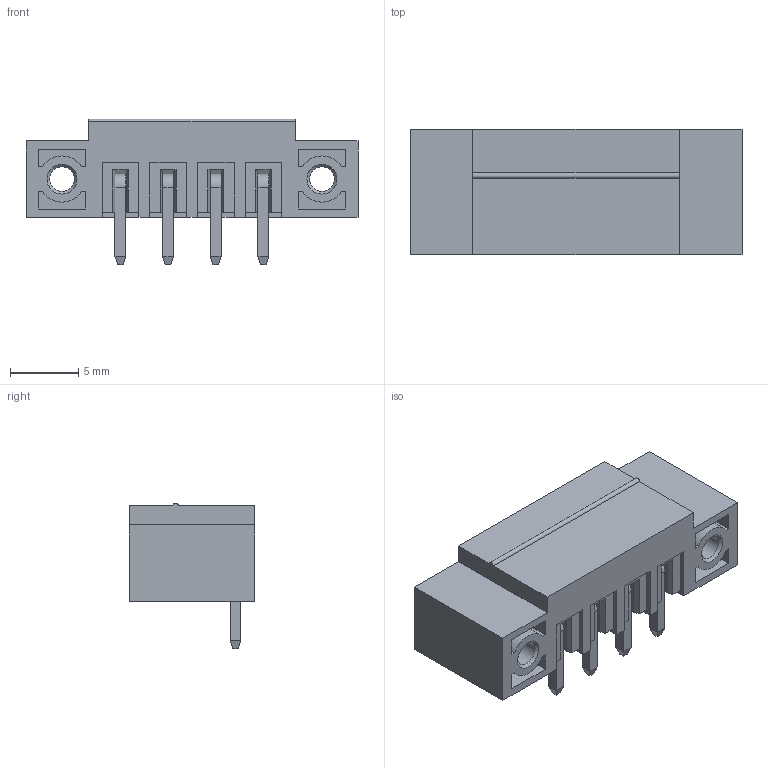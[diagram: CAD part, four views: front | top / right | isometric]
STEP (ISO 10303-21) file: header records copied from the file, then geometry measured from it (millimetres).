
FILE_DESCRIPTION(/* description */ (''),/* implementation_level */ '2;1');
FILE_NAME(/* name */ '822-03-PNC-3.5-04-2-1.stp',/* time_stamp */ '2026-03-12T13:51:49+01:00',/* author */ ('Andreas.Larin'),/* organization */ (''),/* preprocessor_version */ 'ST-DEVELOPER v20',/* originating_system */ 'Autodesk Inventor 2025',/* authorisation */ '');
FILE_SCHEMA (('AUTOMOTIVE_DESIGN { 1 0 10303 214 3 1 1 }'));
Length unit declared in the file: millimetre
Products named in the file (1): 822-03-PNC-3.5-04-2-1
Bounding box: 24.4 x 9.2 x 10.7 mm (x, y, z)
Volume: 830.1 mm3; surface area: 2127.9 mm2
Topology: 1 solids, 1 shells, 428 faces, 1130 edges, 724 vertices
Faces by surface type: plane 297, cylinder 93, bspline 28, cone 6, torus 4
Full cylindrical faces by diameter (mm): 1.8 x2, 2.75 x46, 3.35 x2
Entity records: 28219 total; most frequent: CARTESIAN_POINT 17873, ORIENTED_EDGE 2260, DIRECTION 1910, EDGE_CURVE 1130, LINE 860, VECTOR 860, VERTEX_POINT 724, AXIS2_PLACEMENT_3D 525
